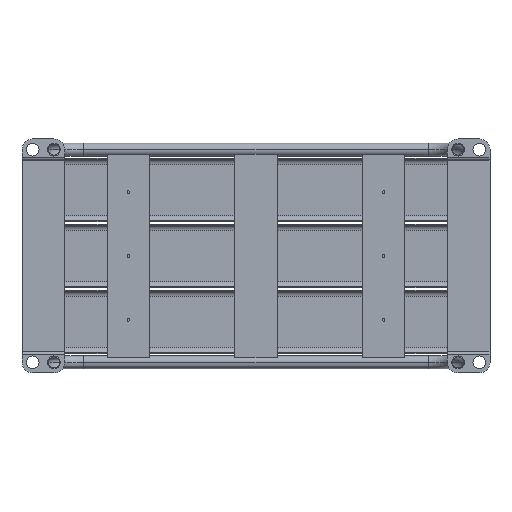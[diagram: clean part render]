
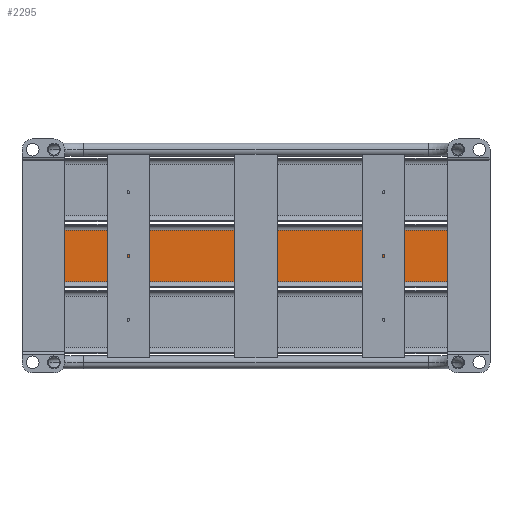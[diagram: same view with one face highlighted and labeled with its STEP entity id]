
A CAD part, front view. The second image highlights one B-rep face of the part: STEP entity #2295.
In plain terms, the highlighted planar face has unit normal (0, -1, 0).
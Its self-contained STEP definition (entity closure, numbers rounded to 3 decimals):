
#83 = CARTESIAN_POINT ( 'NONE',  ( 702.411, 466., 60. ) ) ;
#149 = EDGE_CURVE ( 'NONE', #7856, #1434, #811, .T. ) ;
#293 = EDGE_CURVE ( 'NONE', #523, #8937, #2249, .T. ) ;
#491 = FACE_OUTER_BOUND ( 'NONE', #653, .T. ) ;
#523 = VERTEX_POINT ( 'NONE', #8760 ) ;
#653 = EDGE_LOOP ( 'NONE', ( #1267, #3868, #721, #2574 ) ) ;
#721 = ORIENTED_EDGE ( 'NONE', *, *, #7024, .T. ) ;
#811 = LINE ( 'NONE', #8471, #2006 ) ;
#1111 = DIRECTION ( 'NONE',  ( 0., 0., -1. ) ) ;
#1267 = ORIENTED_EDGE ( 'NONE', *, *, #4443, .F. ) ;
#1340 = CARTESIAN_POINT ( 'NONE',  ( 702.411, 466., 0. ) ) ;
#1418 = DIRECTION ( 'NONE',  ( 0., 0., -1. ) ) ;
#1434 = VERTEX_POINT ( 'NONE', #4394 ) ;
#1866 = LINE ( 'NONE', #4190, #6988 ) ;
#2006 = VECTOR ( 'NONE', #2265, 1000. ) ;
#2249 = LINE ( 'NONE', #83, #4110 ) ;
#2265 = DIRECTION ( 'NONE',  ( -1., 0., 0. ) ) ;
#2295 = ADVANCED_FACE ( 'NONE', ( #491 ), #8248, .T. ) ;
#2574 = ORIENTED_EDGE ( 'NONE', *, *, #149, .F. ) ;
#3561 = DIRECTION ( 'NONE',  ( 0., -1., 0. ) ) ;
#3868 = ORIENTED_EDGE ( 'NONE', *, *, #293, .T. ) ;
#4110 = VECTOR ( 'NONE', #7646, 1000. ) ;
#4190 = CARTESIAN_POINT ( 'NONE',  ( 550., 466., 0. ) ) ;
#4394 = CARTESIAN_POINT ( 'NONE',  ( -550., 466., -60. ) ) ;
#4443 = EDGE_CURVE ( 'NONE', #523, #7856, #1866, .T. ) ;
#5787 = DIRECTION ( 'NONE',  ( 0., 0., -1. ) ) ;
#5882 = CARTESIAN_POINT ( 'NONE',  ( 550., 466., -60. ) ) ;
#6754 = LINE ( 'NONE', #9802, #7519 ) ;
#6988 = VECTOR ( 'NONE', #1111, 1000. ) ;
#7013 = AXIS2_PLACEMENT_3D ( 'NONE', #1340, #3561, #5787 ) ;
#7024 = EDGE_CURVE ( 'NONE', #8937, #1434, #6754, .T. ) ;
#7519 = VECTOR ( 'NONE', #1418, 1000. ) ;
#7646 = DIRECTION ( 'NONE',  ( -1., 0., 0. ) ) ;
#7856 = VERTEX_POINT ( 'NONE', #5882 ) ;
#8248 = PLANE ( 'NONE',  #7013 ) ;
#8471 = CARTESIAN_POINT ( 'NONE',  ( 702.411, 466., -60. ) ) ;
#8760 = CARTESIAN_POINT ( 'NONE',  ( 550., 466., 60. ) ) ;
#8810 = CARTESIAN_POINT ( 'NONE',  ( -550., 466., 60. ) ) ;
#8937 = VERTEX_POINT ( 'NONE', #8810 ) ;
#9802 = CARTESIAN_POINT ( 'NONE',  ( -550., 466., 0. ) ) ;
